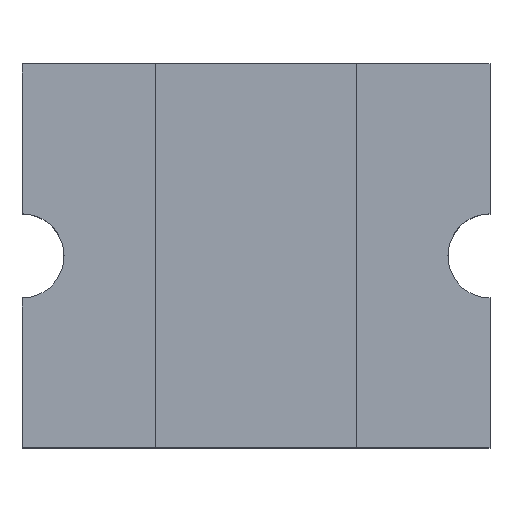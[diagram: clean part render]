
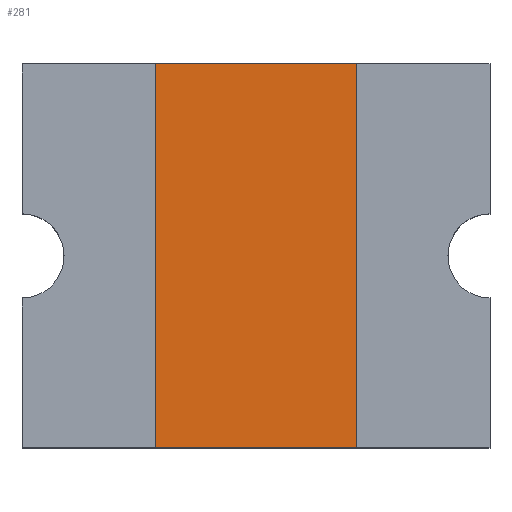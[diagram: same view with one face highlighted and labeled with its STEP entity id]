
A CAD part, top view. The second image highlights one B-rep face of the part: STEP entity #281.
In plain terms, the highlighted planar face has unit normal (0, 0, 1).
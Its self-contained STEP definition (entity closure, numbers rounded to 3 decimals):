
#9 = VECTOR ( 'NONE', #751, 1000. ) ;
#27 = VECTOR ( 'NONE', #306, 1000. ) ;
#39 = PLANE ( 'NONE',  #779 ) ;
#113 = FACE_OUTER_BOUND ( 'NONE', #612, .T. ) ;
#145 = CARTESIAN_POINT ( 'NONE',  ( -26.966, -15.366, 0.72 ) ) ;
#157 = CARTESIAN_POINT ( 'NONE',  ( -26.966, -15.366, 0.72 ) ) ;
#222 = DIRECTION ( 'NONE',  ( 0., 0., -1. ) ) ;
#225 = EDGE_CURVE ( 'NONE', #573, #346, #303, .T. ) ;
#281 = ADVANCED_FACE ( 'NONE', ( #113 ), #39, .F. ) ;
#285 = LINE ( 'NONE', #157, #402 ) ;
#303 = LINE ( 'NONE', #683, #326 ) ;
#306 = DIRECTION ( 'NONE',  ( 1., 0., 0. ) ) ;
#326 = VECTOR ( 'NONE', #819, 1000. ) ;
#343 = EDGE_CURVE ( 'NONE', #346, #791, #285, .T. ) ;
#346 = VERTEX_POINT ( 'NONE', #595 ) ;
#356 = LINE ( 'NONE', #610, #9 ) ;
#378 = LINE ( 'NONE', #561, #27 ) ;
#389 = EDGE_CURVE ( 'NONE', #593, #573, #378, .T. ) ;
#402 = VECTOR ( 'NONE', #566, 1000. ) ;
#403 = EDGE_CURVE ( 'NONE', #791, #593, #356, .T. ) ;
#417 = DIRECTION ( 'NONE',  ( -1., 0., 0. ) ) ;
#447 = CARTESIAN_POINT ( 'NONE',  ( 0., 0., 0.72 ) ) ;
#450 = ORIENTED_EDGE ( 'NONE', *, *, #343, .T. ) ;
#544 = ORIENTED_EDGE ( 'NONE', *, *, #225, .T. ) ;
#561 = CARTESIAN_POINT ( 'NONE',  ( -25.526, -18.106, 0.72 ) ) ;
#566 = DIRECTION ( 'NONE',  ( -1., 0., 0. ) ) ;
#573 = VERTEX_POINT ( 'NONE', #642 ) ;
#593 = VERTEX_POINT ( 'NONE', #752 ) ;
#595 = CARTESIAN_POINT ( 'NONE',  ( -25.526, -15.366, 0.72 ) ) ;
#610 = CARTESIAN_POINT ( 'NONE',  ( -26.966, -15.366, 0.72 ) ) ;
#612 = EDGE_LOOP ( 'NONE', ( #450, #708, #614, #544 ) ) ;
#614 = ORIENTED_EDGE ( 'NONE', *, *, #389, .T. ) ;
#642 = CARTESIAN_POINT ( 'NONE',  ( -25.526, -18.106, 0.72 ) ) ;
#683 = CARTESIAN_POINT ( 'NONE',  ( -25.526, -15.366, 0.72 ) ) ;
#708 = ORIENTED_EDGE ( 'NONE', *, *, #403, .T. ) ;
#751 = DIRECTION ( 'NONE',  ( 0., -1., 0. ) ) ;
#752 = CARTESIAN_POINT ( 'NONE',  ( -26.966, -18.106, 0.72 ) ) ;
#779 = AXIS2_PLACEMENT_3D ( 'NONE', #447, #222, #417 ) ;
#791 = VERTEX_POINT ( 'NONE', #145 ) ;
#819 = DIRECTION ( 'NONE',  ( 0., 1., 0. ) ) ;
